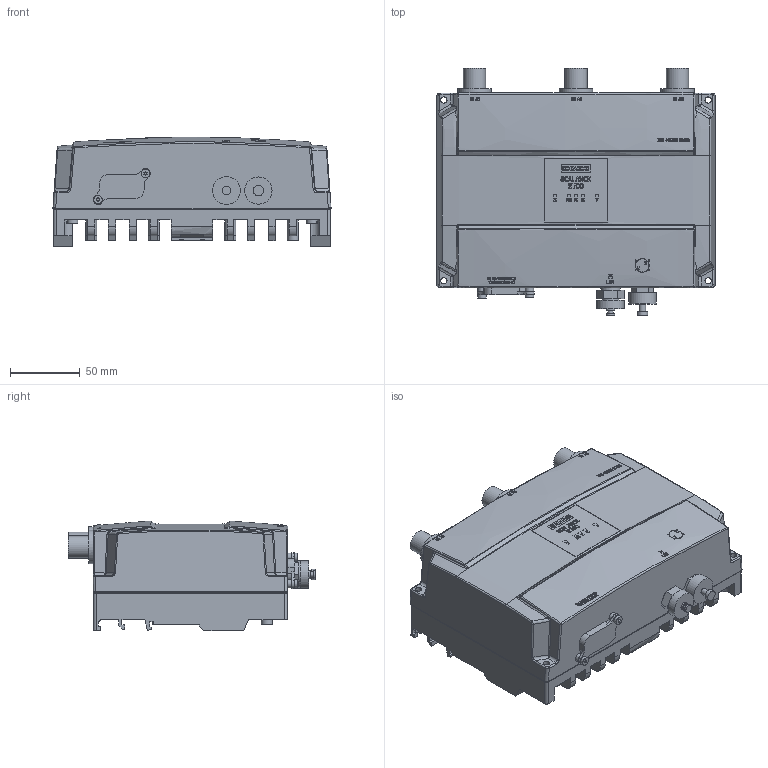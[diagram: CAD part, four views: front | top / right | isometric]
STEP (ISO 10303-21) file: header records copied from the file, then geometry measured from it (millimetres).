
FILE_DESCRIPTION (( 'STEP AP214' ), '1' );
FILE_NAME ('6GK57481GD000AB0_001_STEP.STEP', '2013-08-07T08:55:02', ( '' ), ( '' ), 'SwSTEP 2.0', 'SolidWorks 2013', '' );
FILE_SCHEMA (( 'AUTOMOTIVE_DESIGN' ));
Length unit declared in the file: millimetre
Products named in the file (3): Body; 6GK57481GD000AB0_001_STEP; Beschriftung
Assembly tree (2 placements, depth 2):
  6GK57481GD000AB0_001_STEP
    Body
    Beschriftung
Bounding box: 200 x 177.67 x 78.95 mm (x, y, z)
Surface area: 150566.5 mm2 (no closed solid volume)
Topology: 0 solids, 103 shells, 759 faces, 3324 edges, 2709 vertices
Faces by surface type: plane 409, cylinder 197, bspline 134, torus 9, sphere 8, cone 2
Full cylindrical faces by diameter (mm): 2 x3, 2.705 x3, 3.8 x1, 4 x1, 4.5 x4, 4.721 x1, 6 x6, 7.5 x1, 8 x1, 12 x4, 14 x1, 16 x3, 19.6 x1, 20 x1, 24 x3
Entity records: 51511 total; most frequent: CARTESIAN_POINT 18724, ORIENTED_EDGE 4972, DIRECTION 4009, EDGE_CURVE 3266, VERTEX_POINT 2690, VECTOR 1811, LINE 1811, AXIS2_PLACEMENT_3D 1099
